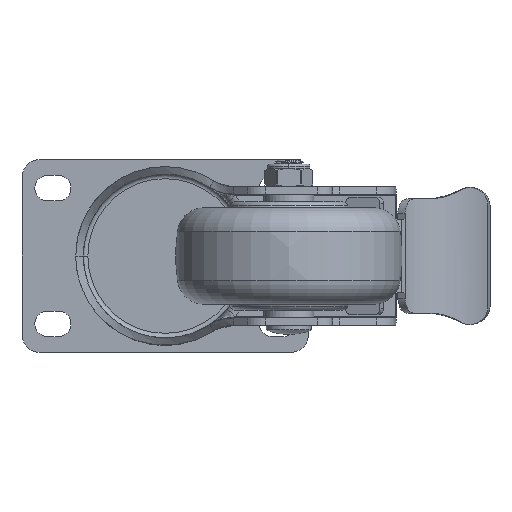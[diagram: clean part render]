
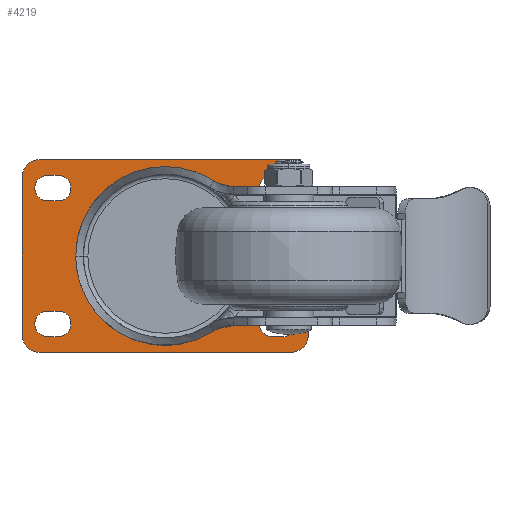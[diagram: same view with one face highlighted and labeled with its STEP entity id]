
A CAD part, front view. The second image highlights one B-rep face of the part: STEP entity #4219.
In plain terms, the highlighted planar face has unit normal (0, -1, 0).
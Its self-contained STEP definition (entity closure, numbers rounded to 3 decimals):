
#1159=CARTESIAN_POINT('',(0.,-3.8,0.));
#1160=DIRECTION('',(0.,-1.,0.));
#1161=DIRECTION('',(-1.,0.,0.));
#1162=AXIS2_PLACEMENT_3D('',#1159,#1160,#1161);
#1169=CARTESIAN_POINT('',(0.,-3.8,0.));
#1170=DIRECTION('',(0.,1.,0.));
#1171=DIRECTION('',(-1.,0.,0.));
#1172=AXIS2_PLACEMENT_3D('',#1169,#1170,#1171);
#1179=CARTESIAN_POINT('',(-39.,-3.8,-22.5));
#1180=DIRECTION('',(0.,1.,0.));
#1181=DIRECTION('',(0.,0.,-1.));
#1182=AXIS2_PLACEMENT_3D('',#1179,#1180,#1181);
#1184=DIRECTION('',(-1.,0.,0.));
#1185=VECTOR('',#1184,3.5);
#1186=CARTESIAN_POINT('',(-35.5,-3.8,-26.75));
#1187=LINE('',#1186,#1185);
#1188=CARTESIAN_POINT('',(-35.5,-3.8,-22.5));
#1189=DIRECTION('',(0.,1.,0.));
#1190=DIRECTION('',(0.,0.,1.));
#1191=AXIS2_PLACEMENT_3D('',#1188,#1189,#1190);
#1193=DIRECTION('',(1.,0.,0.));
#1194=VECTOR('',#1193,3.5);
#1195=CARTESIAN_POINT('',(-39.,-3.8,-18.25));
#1196=LINE('',#1195,#1194);
#1197=DIRECTION('',(-1.,0.,0.));
#1198=VECTOR('',#1197,3.5);
#1199=CARTESIAN_POINT('',(39.,-3.8,-26.75));
#1200=LINE('',#1199,#1198);
#1201=CARTESIAN_POINT('',(39.,-3.8,-22.5));
#1202=DIRECTION('',(0.,1.,0.));
#1203=DIRECTION('',(0.,0.,1.));
#1204=AXIS2_PLACEMENT_3D('',#1201,#1202,#1203);
#1206=DIRECTION('',(1.,0.,0.));
#1207=VECTOR('',#1206,3.5);
#1208=CARTESIAN_POINT('',(35.5,-3.8,-18.25));
#1209=LINE('',#1208,#1207);
#1210=CARTESIAN_POINT('',(35.5,-3.8,-22.5));
#1211=DIRECTION('',(0.,1.,0.));
#1212=DIRECTION('',(0.,0.,-1.));
#1213=AXIS2_PLACEMENT_3D('',#1210,#1211,#1212);
#1215=CARTESIAN_POINT('',(39.,-3.8,22.5));
#1216=DIRECTION('',(0.,1.,0.));
#1217=DIRECTION('',(0.,0.,1.));
#1218=AXIS2_PLACEMENT_3D('',#1215,#1216,#1217);
#1220=DIRECTION('',(1.,0.,0.));
#1221=VECTOR('',#1220,3.5);
#1222=CARTESIAN_POINT('',(35.5,-3.8,26.75));
#1223=LINE('',#1222,#1221);
#1224=CARTESIAN_POINT('',(35.5,-3.8,22.5));
#1225=DIRECTION('',(0.,1.,0.));
#1226=DIRECTION('',(0.,0.,-1.));
#1227=AXIS2_PLACEMENT_3D('',#1224,#1225,#1226);
#1229=DIRECTION('',(-1.,0.,0.));
#1230=VECTOR('',#1229,3.5);
#1231=CARTESIAN_POINT('',(39.,-3.8,18.25));
#1232=LINE('',#1231,#1230);
#1233=DIRECTION('',(1.,0.,0.));
#1234=VECTOR('',#1233,3.5);
#1235=CARTESIAN_POINT('',(-39.,-3.8,26.75));
#1236=LINE('',#1235,#1234);
#1237=CARTESIAN_POINT('',(-39.,-3.8,22.5));
#1238=DIRECTION('',(0.,1.,0.));
#1239=DIRECTION('',(0.,0.,-1.));
#1240=AXIS2_PLACEMENT_3D('',#1237,#1238,#1239);
#1242=DIRECTION('',(-1.,0.,0.));
#1243=VECTOR('',#1242,3.5);
#1244=CARTESIAN_POINT('',(-35.5,-3.8,18.25));
#1245=LINE('',#1244,#1243);
#1246=CARTESIAN_POINT('',(-35.5,-3.8,22.5));
#1247=DIRECTION('',(0.,1.,0.));
#1248=DIRECTION('',(0.,0.,1.));
#1249=AXIS2_PLACEMENT_3D('',#1246,#1247,#1248);
#1251=CARTESIAN_POINT('',(41.5,-3.8,26.));
#1252=DIRECTION('',(0.,-1.,0.));
#1253=DIRECTION('',(1.,0.,0.));
#1254=AXIS2_PLACEMENT_3D('',#1251,#1252,#1253);
#1256=DIRECTION('',(0.,0.,1.));
#1257=VECTOR('',#1256,52.);
#1258=CARTESIAN_POINT('',(47.5,-3.8,-26.));
#1259=LINE('',#1258,#1257);
#1260=CARTESIAN_POINT('',(41.5,-3.8,-26.));
#1261=DIRECTION('',(0.,-1.,0.));
#1262=DIRECTION('',(0.,0.,-1.));
#1263=AXIS2_PLACEMENT_3D('',#1260,#1261,#1262);
#1265=DIRECTION('',(1.,0.,0.));
#1266=VECTOR('',#1265,83.);
#1267=CARTESIAN_POINT('',(-41.5,-3.8,-32.));
#1268=LINE('',#1267,#1266);
#1269=CARTESIAN_POINT('',(-41.5,-3.8,-26.));
#1270=DIRECTION('',(0.,-1.,0.));
#1271=DIRECTION('',(-1.,0.,0.));
#1272=AXIS2_PLACEMENT_3D('',#1269,#1270,#1271);
#1274=DIRECTION('',(0.,0.,-1.));
#1275=VECTOR('',#1274,52.);
#1276=CARTESIAN_POINT('',(-47.5,-3.8,26.));
#1277=LINE('',#1276,#1275);
#1278=CARTESIAN_POINT('',(-41.5,-3.8,26.));
#1279=DIRECTION('',(0.,-1.,0.));
#1280=DIRECTION('',(0.,0.,1.));
#1281=AXIS2_PLACEMENT_3D('',#1278,#1279,#1280);
#1283=DIRECTION('',(-1.,0.,0.));
#1284=VECTOR('',#1283,83.);
#1285=CARTESIAN_POINT('',(41.5,-3.8,32.));
#1286=LINE('',#1285,#1284);
#1779=CARTESIAN_POINT('',(-24.175,-3.8,0.));
#1781=VERTEX_POINT('',#1779);
#1799=CARTESIAN_POINT('',(24.175,-3.8,0.));
#1801=VERTEX_POINT('',#1799);
#1845=CARTESIAN_POINT('',(-39.,-3.8,-26.75));
#1846=VERTEX_POINT('',#1845);
#1847=CARTESIAN_POINT('',(-39.,-3.8,-18.25));
#1848=VERTEX_POINT('',#1847);
#1849=CARTESIAN_POINT('',(-35.5,-3.8,-18.25));
#1850=VERTEX_POINT('',#1849);
#1851=CARTESIAN_POINT('',(-35.5,-3.8,-26.75));
#1852=VERTEX_POINT('',#1851);
#1853=CARTESIAN_POINT('',(39.,-3.8,-26.75));
#1854=VERTEX_POINT('',#1853);
#1855=CARTESIAN_POINT('',(35.5,-3.8,-26.75));
#1856=VERTEX_POINT('',#1855);
#1857=CARTESIAN_POINT('',(35.5,-3.8,-18.25));
#1858=VERTEX_POINT('',#1857);
#1859=CARTESIAN_POINT('',(39.,-3.8,-18.25));
#1860=VERTEX_POINT('',#1859);
#1861=CARTESIAN_POINT('',(39.,-3.8,26.75));
#1862=VERTEX_POINT('',#1861);
#1863=CARTESIAN_POINT('',(39.,-3.8,18.25));
#1864=VERTEX_POINT('',#1863);
#1865=CARTESIAN_POINT('',(35.5,-3.8,18.25));
#1866=VERTEX_POINT('',#1865);
#1867=CARTESIAN_POINT('',(35.5,-3.8,26.75));
#1868=VERTEX_POINT('',#1867);
#1869=CARTESIAN_POINT('',(-39.,-3.8,26.75));
#1870=VERTEX_POINT('',#1869);
#1871=CARTESIAN_POINT('',(-35.5,-3.8,26.75));
#1872=VERTEX_POINT('',#1871);
#1873=CARTESIAN_POINT('',(-35.5,-3.8,18.25));
#1874=VERTEX_POINT('',#1873);
#1875=CARTESIAN_POINT('',(-39.,-3.8,18.25));
#1876=VERTEX_POINT('',#1875);
#1881=CARTESIAN_POINT('',(47.5,-3.8,26.));
#1882=VERTEX_POINT('',#1881);
#1883=CARTESIAN_POINT('',(41.5,-3.8,32.));
#1884=VERTEX_POINT('',#1883);
#1889=CARTESIAN_POINT('',(41.5,-3.8,-32.));
#1890=VERTEX_POINT('',#1889);
#1891=CARTESIAN_POINT('',(47.5,-3.8,-26.));
#1892=VERTEX_POINT('',#1891);
#1897=CARTESIAN_POINT('',(-41.5,-3.8,32.));
#1898=VERTEX_POINT('',#1897);
#1899=CARTESIAN_POINT('',(-47.5,-3.8,26.));
#1900=VERTEX_POINT('',#1899);
#1905=CARTESIAN_POINT('',(-47.5,-3.8,-26.));
#1906=VERTEX_POINT('',#1905);
#1907=CARTESIAN_POINT('',(-41.5,-3.8,-32.));
#1908=VERTEX_POINT('',#1907);
#4152=CARTESIAN_POINT('',(0.,-3.8,0.));
#4153=DIRECTION('',(0.,-1.,0.));
#4154=DIRECTION('',(-1.,0.,0.));
#4155=AXIS2_PLACEMENT_3D('',#4152,#4153,#4154);
#4156=PLANE('',#4155);
#4158=ORIENTED_EDGE('',*,*,#4157,.F.);
#4160=ORIENTED_EDGE('',*,*,#4159,.F.);
#4162=ORIENTED_EDGE('',*,*,#4161,.F.);
#4164=ORIENTED_EDGE('',*,*,#4163,.F.);
#4166=ORIENTED_EDGE('',*,*,#4165,.F.);
#4168=ORIENTED_EDGE('',*,*,#4167,.F.);
#4170=ORIENTED_EDGE('',*,*,#4169,.F.);
#4172=ORIENTED_EDGE('',*,*,#4171,.F.);
#4173=EDGE_LOOP('',(#4158,#4160,#4162,#4164,#4166,#4168,#4170,#4172));
#4174=FACE_OUTER_BOUND('',#4173,.F.);
#4176=ORIENTED_EDGE('',*,*,#4175,.F.);
#4178=ORIENTED_EDGE('',*,*,#4177,.F.);
#4180=ORIENTED_EDGE('',*,*,#4179,.F.);
#4182=ORIENTED_EDGE('',*,*,#4181,.F.);
#4183=EDGE_LOOP('',(#4176,#4178,#4180,#4182));
#4184=FACE_BOUND('',#4183,.F.);
#4186=ORIENTED_EDGE('',*,*,#4185,.F.);
#4188=ORIENTED_EDGE('',*,*,#4187,.F.);
#4190=ORIENTED_EDGE('',*,*,#4189,.F.);
#4192=ORIENTED_EDGE('',*,*,#4191,.F.);
#4193=EDGE_LOOP('',(#4186,#4188,#4190,#4192));
#4194=FACE_BOUND('',#4193,.F.);
#4196=ORIENTED_EDGE('',*,*,#4195,.F.);
#4198=ORIENTED_EDGE('',*,*,#4197,.F.);
#4200=ORIENTED_EDGE('',*,*,#4199,.F.);
#4202=ORIENTED_EDGE('',*,*,#4201,.F.);
#4203=EDGE_LOOP('',(#4196,#4198,#4200,#4202));
#4204=FACE_BOUND('',#4203,.F.);
#4206=ORIENTED_EDGE('',*,*,#4205,.F.);
#4208=ORIENTED_EDGE('',*,*,#4207,.F.);
#4210=ORIENTED_EDGE('',*,*,#4209,.F.);
#4212=ORIENTED_EDGE('',*,*,#4211,.F.);
#4213=EDGE_LOOP('',(#4206,#4208,#4210,#4212));
#4214=FACE_BOUND('',#4213,.F.);
#4215=ORIENTED_EDGE('',*,*,#4145,.F.);
#4216=ORIENTED_EDGE('',*,*,#4134,.T.);
#4217=EDGE_LOOP('',(#4215,#4216));
#4218=FACE_BOUND('',#4217,.F.);
#1163=CIRCLE('',#1162,24.175);
#1173=CIRCLE('',#1172,24.175);
#1183=CIRCLE('',#1182,4.25);
#1192=CIRCLE('',#1191,4.25);
#1205=CIRCLE('',#1204,4.25);
#1214=CIRCLE('',#1213,4.25);
#1219=CIRCLE('',#1218,4.25);
#1228=CIRCLE('',#1227,4.25);
#1241=CIRCLE('',#1240,4.25);
#1250=CIRCLE('',#1249,4.25);
#1255=CIRCLE('',#1254,6.);
#1264=CIRCLE('',#1263,6.);
#1273=CIRCLE('',#1272,6.);
#1282=CIRCLE('',#1281,6.);
#4134=EDGE_CURVE('',#1781,#1801,#1163,.T.);
#4145=EDGE_CURVE('',#1781,#1801,#1173,.T.);
#4157=EDGE_CURVE('',#1882,#1884,#1255,.T.);
#4159=EDGE_CURVE('',#1892,#1882,#1259,.T.);
#4161=EDGE_CURVE('',#1890,#1892,#1264,.T.);
#4163=EDGE_CURVE('',#1908,#1890,#1268,.T.);
#4165=EDGE_CURVE('',#1906,#1908,#1273,.T.);
#4167=EDGE_CURVE('',#1900,#1906,#1277,.T.);
#4169=EDGE_CURVE('',#1898,#1900,#1282,.T.);
#4171=EDGE_CURVE('',#1884,#1898,#1286,.T.);
#4175=EDGE_CURVE('',#1846,#1848,#1183,.T.);
#4177=EDGE_CURVE('',#1852,#1846,#1187,.T.);
#4179=EDGE_CURVE('',#1850,#1852,#1192,.T.);
#4181=EDGE_CURVE('',#1848,#1850,#1196,.T.);
#4185=EDGE_CURVE('',#1854,#1856,#1200,.T.);
#4187=EDGE_CURVE('',#1860,#1854,#1205,.T.);
#4189=EDGE_CURVE('',#1858,#1860,#1209,.T.);
#4191=EDGE_CURVE('',#1856,#1858,#1214,.T.);
#4195=EDGE_CURVE('',#1862,#1864,#1219,.T.);
#4197=EDGE_CURVE('',#1868,#1862,#1223,.T.);
#4199=EDGE_CURVE('',#1866,#1868,#1228,.T.);
#4201=EDGE_CURVE('',#1864,#1866,#1232,.T.);
#4205=EDGE_CURVE('',#1870,#1872,#1236,.T.);
#4207=EDGE_CURVE('',#1876,#1870,#1241,.T.);
#4209=EDGE_CURVE('',#1874,#1876,#1245,.T.);
#4211=EDGE_CURVE('',#1872,#1874,#1250,.T.);
#4219=ADVANCED_FACE('',(#4174,#4184,#4194,#4204,#4214,#4218),#4156,.T.);
